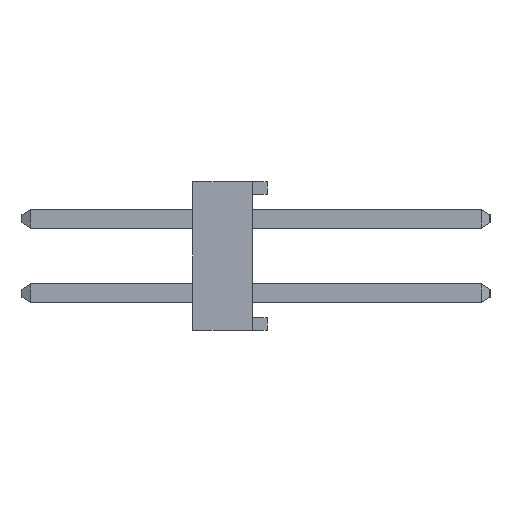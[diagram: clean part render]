
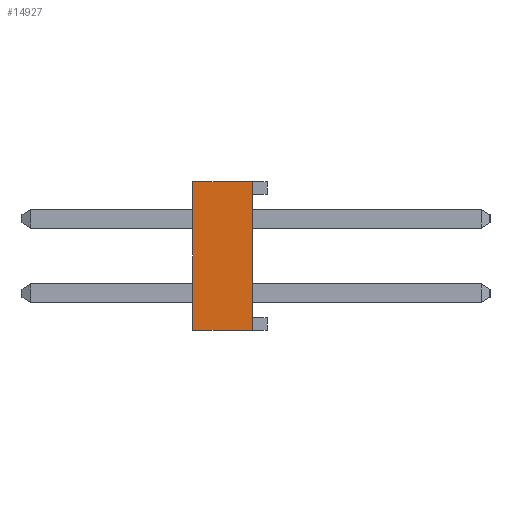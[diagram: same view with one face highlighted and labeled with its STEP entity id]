
A CAD part, left-side view. The second image highlights one B-rep face of the part: STEP entity #14927.
In plain terms, the highlighted planar face has unit normal (-1, 0, 0).
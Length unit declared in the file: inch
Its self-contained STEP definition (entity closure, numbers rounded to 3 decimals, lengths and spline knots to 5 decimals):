
#3127=ORIENTED_EDGE('',*,*,#6095,.F.);
#3128=ORIENTED_EDGE('',*,*,#5409,.F.);
#3129=ORIENTED_EDGE('',*,*,#6096,.F.);
#3130=ORIENTED_EDGE('',*,*,#5518,.T.);
#5409=EDGE_CURVE('',#7077,#7078,#8739,.T.);
#5518=EDGE_CURVE('',#7151,#7150,#8848,.T.);
#6095=EDGE_CURVE('',#7078,#7150,#9425,.T.);
#6096=EDGE_CURVE('',#7151,#7077,#9426,.T.);
#7077=VERTEX_POINT('',#22216);
#7078=VERTEX_POINT('',#22218);
#7150=VERTEX_POINT('',#22408);
#7151=VERTEX_POINT('',#22410);
#8739=LINE('',#22217,#10805);
#8848=LINE('',#22409,#10914);
#9425=LINE('',#23538,#11491);
#9426=LINE('',#23539,#11492);
#10805=VECTOR('',#18081,39.37008);
#10914=VECTOR('',#18210,39.37008);
#11491=VECTOR('',#19207,39.37008);
#11492=VECTOR('',#19208,39.37008);
#12323=EDGE_LOOP('',(#3127,#3128,#3129,#3130));
#13231=FACE_BOUND('',#12323,.T.);
#14099=PLANE('',#15782);
#14927=ADVANCED_FACE('',(#13231),#14099,.F.);
#15782=AXIS2_PLACEMENT_3D('',#23537,#19205,#19206);
#18081=DIRECTION('',(0.,-1.,0.));
#18210=DIRECTION('',(0.,-1.,0.));
#19205=DIRECTION('',(1.,0.,0.));
#19206=DIRECTION('',(0.,0.,-1.));
#19207=DIRECTION('',(0.,0.,-1.));
#19208=DIRECTION('',(0.,0.,1.));
#22216=CARTESIAN_POINT('',(-0.5,0.1,0.1));
#22217=CARTESIAN_POINT('',(-0.5,0.1,0.1));
#22218=CARTESIAN_POINT('',(-0.5,0.02,0.1));
#22408=CARTESIAN_POINT('',(-0.5,0.02,-0.1));
#22409=CARTESIAN_POINT('',(-0.5,0.1,-0.1));
#22410=CARTESIAN_POINT('',(-0.5,0.1,-0.1));
#23537=CARTESIAN_POINT('',(-0.5,0.1,-0.1));
#23538=CARTESIAN_POINT('',(-0.5,0.02,-0.1));
#23539=CARTESIAN_POINT('',(-0.5,0.1,-0.1));
